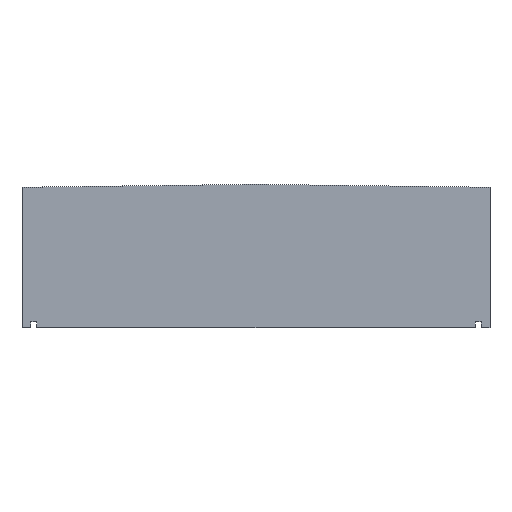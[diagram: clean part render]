
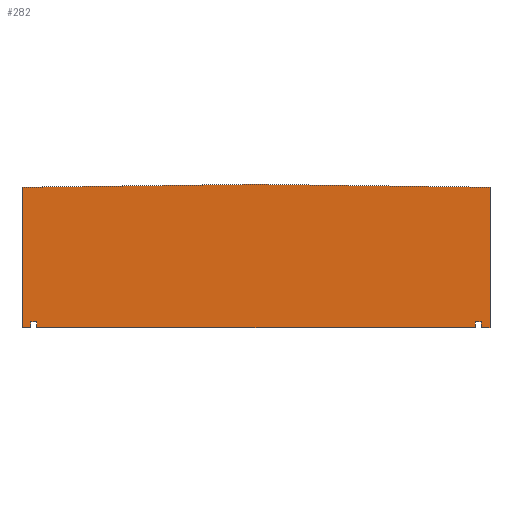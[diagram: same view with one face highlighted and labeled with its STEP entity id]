
A CAD part, front view. The second image highlights one B-rep face of the part: STEP entity #282.
In plain terms, the highlighted planar face has unit normal (0, -1, 0).
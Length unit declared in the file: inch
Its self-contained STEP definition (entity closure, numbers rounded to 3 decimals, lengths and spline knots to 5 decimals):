
#16=FACE_OUTER_BOUND('',#31,.T.);
#31=EDGE_LOOP('',(#201,#202,#203,#204,#205,#206,#207,#208,#209,#210,#211,
#212,#213));
#58=LINE('',#427,#97);
#59=LINE('',#429,#98);
#60=LINE('',#431,#99);
#61=LINE('',#433,#100);
#62=LINE('',#435,#101);
#63=LINE('',#437,#102);
#64=LINE('',#439,#103);
#65=LINE('',#441,#104);
#66=LINE('',#443,#105);
#67=LINE('',#445,#106);
#68=LINE('',#447,#107);
#69=LINE('',#449,#108);
#70=LINE('',#450,#109);
#97=VECTOR('',#344,0.3937);
#98=VECTOR('',#345,0.3937);
#99=VECTOR('',#346,0.3937);
#100=VECTOR('',#347,0.3937);
#101=VECTOR('',#348,0.3937);
#102=VECTOR('',#349,0.3937);
#103=VECTOR('',#350,0.3937);
#104=VECTOR('',#351,0.3937);
#105=VECTOR('',#352,0.3937);
#106=VECTOR('',#353,0.3937);
#107=VECTOR('',#354,0.3937);
#108=VECTOR('',#355,0.3937);
#109=VECTOR('',#356,0.3937);
#136=VERTEX_POINT('',#425);
#137=VERTEX_POINT('',#426);
#138=VERTEX_POINT('',#428);
#139=VERTEX_POINT('',#430);
#140=VERTEX_POINT('',#432);
#141=VERTEX_POINT('',#434);
#142=VERTEX_POINT('',#436);
#143=VERTEX_POINT('',#438);
#144=VERTEX_POINT('',#440);
#145=VERTEX_POINT('',#442);
#146=VERTEX_POINT('',#444);
#147=VERTEX_POINT('',#446);
#148=VERTEX_POINT('',#448);
#162=EDGE_CURVE('',#136,#137,#58,.T.);
#163=EDGE_CURVE('',#137,#138,#59,.T.);
#164=EDGE_CURVE('',#138,#139,#60,.T.);
#165=EDGE_CURVE('',#139,#140,#61,.T.);
#166=EDGE_CURVE('',#140,#141,#62,.T.);
#167=EDGE_CURVE('',#141,#142,#63,.T.);
#168=EDGE_CURVE('',#142,#143,#64,.T.);
#169=EDGE_CURVE('',#143,#144,#65,.T.);
#170=EDGE_CURVE('',#144,#145,#66,.T.);
#171=EDGE_CURVE('',#145,#146,#67,.T.);
#172=EDGE_CURVE('',#146,#147,#68,.T.);
#173=EDGE_CURVE('',#147,#148,#69,.T.);
#174=EDGE_CURVE('',#148,#136,#70,.T.);
#201=ORIENTED_EDGE('',*,*,#162,.T.);
#202=ORIENTED_EDGE('',*,*,#163,.T.);
#203=ORIENTED_EDGE('',*,*,#164,.T.);
#204=ORIENTED_EDGE('',*,*,#165,.T.);
#205=ORIENTED_EDGE('',*,*,#166,.T.);
#206=ORIENTED_EDGE('',*,*,#167,.T.);
#207=ORIENTED_EDGE('',*,*,#168,.T.);
#208=ORIENTED_EDGE('',*,*,#169,.T.);
#209=ORIENTED_EDGE('',*,*,#170,.T.);
#210=ORIENTED_EDGE('',*,*,#171,.T.);
#211=ORIENTED_EDGE('',*,*,#172,.T.);
#212=ORIENTED_EDGE('',*,*,#173,.T.);
#213=ORIENTED_EDGE('',*,*,#174,.T.);
#267=PLANE('',#311);
#282=ADVANCED_FACE('',(#16),#267,.T.);
#311=AXIS2_PLACEMENT_3D('',#424,#342,#343);
#342=DIRECTION('center_axis',(0.,-1.,0.));
#343=DIRECTION('ref_axis',(1.,0.,0.));
#344=DIRECTION('',(-1.,0.,-0.012));
#345=DIRECTION('',(0.,0.,-1.));
#346=DIRECTION('',(1.,0.,0.));
#347=DIRECTION('',(0.,0.,1.));
#348=DIRECTION('',(1.,0.,0.));
#349=DIRECTION('',(0.,0.,-1.));
#350=DIRECTION('',(1.,0.,0.));
#351=DIRECTION('',(0.,0.,1.));
#352=DIRECTION('',(1.,0.,0.));
#353=DIRECTION('',(0.,0.,-1.));
#354=DIRECTION('',(1.,0.,0.));
#355=DIRECTION('',(0.,0.,1.));
#356=DIRECTION('',(-1.,0.,0.012));
#424=CARTESIAN_POINT('Origin',(-223.75,216.525,14.));
#425=CARTESIAN_POINT('',(-213.75,216.525,30.125));
#426=CARTESIAN_POINT('',(-223.75,216.525,30.));
#427=CARTESIAN_POINT('',(-218.84998,216.525,30.06125));
#428=CARTESIAN_POINT('',(-223.75,216.525,24.));
#429=CARTESIAN_POINT('',(-223.75,216.525,22.));
#430=CARTESIAN_POINT('',(-223.375,216.525,24.));
#431=CARTESIAN_POINT('',(-315.9375,216.525,24.));
#432=CARTESIAN_POINT('',(-223.375,216.525,24.25));
#433=CARTESIAN_POINT('',(-223.375,216.525,19.));
#434=CARTESIAN_POINT('',(-223.125,216.525,24.25));
#435=CARTESIAN_POINT('',(-315.9375,216.525,24.25));
#436=CARTESIAN_POINT('',(-223.125,216.525,24.));
#437=CARTESIAN_POINT('',(-223.125,216.525,19.125));
#438=CARTESIAN_POINT('',(-204.375,216.525,24.));
#439=CARTESIAN_POINT('',(-315.9375,216.525,24.));
#440=CARTESIAN_POINT('',(-204.375,216.525,24.25));
#441=CARTESIAN_POINT('',(-204.375,216.525,19.));
#442=CARTESIAN_POINT('',(-204.125,216.525,24.25));
#443=CARTESIAN_POINT('',(-315.9375,216.525,24.25));
#444=CARTESIAN_POINT('',(-204.125,216.525,24.));
#445=CARTESIAN_POINT('',(-204.125,216.525,19.125));
#446=CARTESIAN_POINT('',(-203.75,216.525,24.));
#447=CARTESIAN_POINT('',(-315.9375,216.525,24.));
#448=CARTESIAN_POINT('',(-203.75,216.525,30.));
#449=CARTESIAN_POINT('',(-203.75,216.525,19.));
#450=CARTESIAN_POINT('',(-213.64845,216.525,30.12373));
